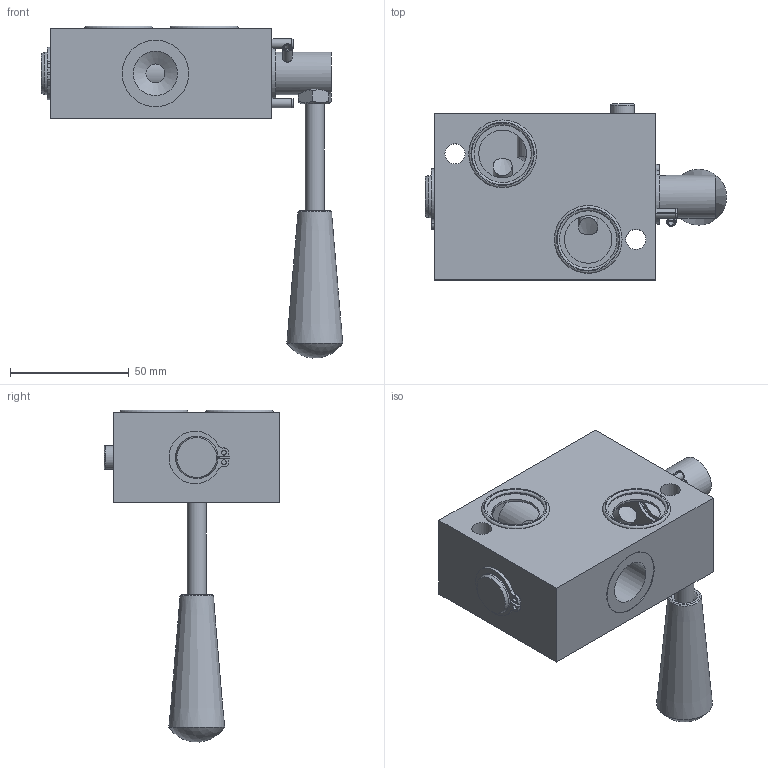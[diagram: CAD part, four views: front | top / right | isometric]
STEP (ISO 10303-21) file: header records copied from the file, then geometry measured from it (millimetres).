
FILE_DESCRIPTION(/* description */ (''),/* implementation_level */ '2;1');
FILE_NAME(/* name */ 'BDR1202.stp',/* time_stamp */ '2025-03-25T14:39:20+02:00',/* author */ ('user1'),/* organization */ (''),/* preprocessor_version */ 'ST-DEVELOPER v16.5',/* originating_system */ 'Autodesk Inventor 2017',/* authorisation */ '');
FILE_SCHEMA (('AUTOMOTIVE_DESIGN { 1 0 10303 214 3 1 1 }'));
Length unit declared in the file: millimetre
Products named in the file (1): BDR1202
Bounding box: 126.74 x 74 x 139.61 mm (x, y, z)
Volume: 250051.8 mm3; surface area: 41189.5 mm2
Topology: 1 solids, 5 shells, 488 faces, 1181 edges, 742 vertices
Faces by surface type: plane 182, cylinder 137, torus 89, bspline 53, cone 25, sphere 2
Full cylindrical faces by diameter (mm): 0.7 x63, 2 x4, 4 x2, 4.917 x1, 8 x6, 8.5 x2, 10 x1, 11 x1, 16.6 x1, 17.8 x2, 18 x2, 18.631 x2, 20 x2, 24.1 x2, 28 x2, 28.5 x2
Entity records: 14381 total; most frequent: CARTESIAN_POINT 3668, DIRECTION 2008, ORIENTED_EDGE 1912, EDGE_CURVE 956, AXIS2_PLACEMENT_3D 776, EDGE_LOOP 728, VERTEX_POINT 704, ADVANCED_FACE 486
